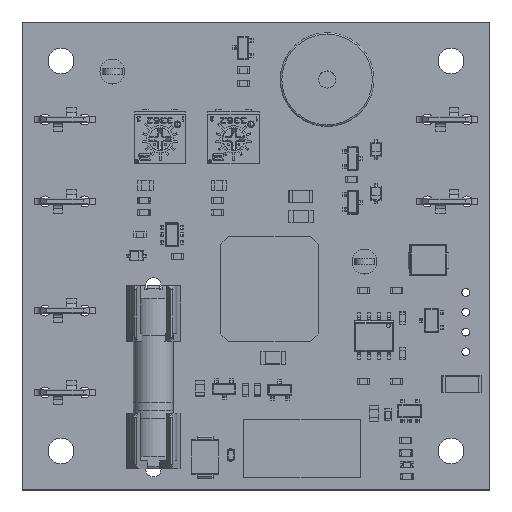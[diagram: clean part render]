
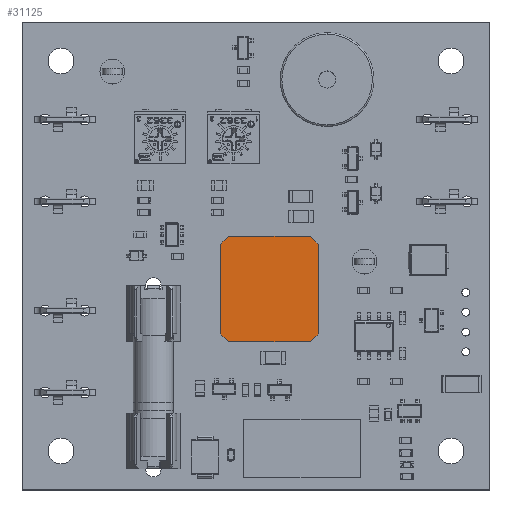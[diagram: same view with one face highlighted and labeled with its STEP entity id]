
A CAD part, top view. The second image highlights one B-rep face of the part: STEP entity #31125.
In plain terms, the highlighted planar face has unit normal (0, 0, 1).
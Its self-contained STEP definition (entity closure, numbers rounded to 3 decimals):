
#30868 = VERTEX_POINT('',#30869);
#30869 = CARTESIAN_POINT('',(6.25,-5.75,3.5));
#30875 = EDGE_CURVE('',#30868,#30876,#30878,.T.);
#30876 = VERTEX_POINT('',#30877);
#30877 = CARTESIAN_POINT('',(6.25,5.75,3.5));
#30878 = LINE('',#30879,#30880);
#30879 = CARTESIAN_POINT('',(6.25,-5.75,3.5));
#30880 = VECTOR('',#30881,1.);
#30881 = DIRECTION('',(0.,1.,0.));
#30906 = EDGE_CURVE('',#30876,#30907,#30909,.T.);
#30907 = VERTEX_POINT('',#30908);
#30908 = CARTESIAN_POINT('',(5.25,6.75,3.5));
#30909 = LINE('',#30910,#30911);
#30910 = CARTESIAN_POINT('',(6.25,5.75,3.5));
#30911 = VECTOR('',#30912,1.);
#30912 = DIRECTION('',(-0.707,0.707,0.));
#30937 = EDGE_CURVE('',#30907,#30938,#30940,.T.);
#30938 = VERTEX_POINT('',#30939);
#30939 = CARTESIAN_POINT('',(-5.25,6.75,3.5));
#30940 = LINE('',#30941,#30942);
#30941 = CARTESIAN_POINT('',(5.25,6.75,3.5));
#30942 = VECTOR('',#30943,1.);
#30943 = DIRECTION('',(-1.,0.,0.));
#30968 = EDGE_CURVE('',#30938,#30969,#30971,.T.);
#30969 = VERTEX_POINT('',#30970);
#30970 = CARTESIAN_POINT('',(-6.25,5.75,3.5));
#30971 = LINE('',#30972,#30973);
#30972 = CARTESIAN_POINT('',(-5.25,6.75,3.5));
#30973 = VECTOR('',#30974,1.);
#30974 = DIRECTION('',(-0.707,-0.707,0.));
#30999 = EDGE_CURVE('',#30969,#31000,#31002,.T.);
#31000 = VERTEX_POINT('',#31001);
#31001 = CARTESIAN_POINT('',(-6.25,-5.75,3.5));
#31002 = LINE('',#31003,#31004);
#31003 = CARTESIAN_POINT('',(-6.25,5.75,3.5));
#31004 = VECTOR('',#31005,1.);
#31005 = DIRECTION('',(0.,-1.,0.));
#31030 = EDGE_CURVE('',#31000,#31031,#31033,.T.);
#31031 = VERTEX_POINT('',#31032);
#31032 = CARTESIAN_POINT('',(-5.25,-6.75,3.5));
#31033 = LINE('',#31034,#31035);
#31034 = CARTESIAN_POINT('',(-6.25,-5.75,3.5));
#31035 = VECTOR('',#31036,1.);
#31036 = DIRECTION('',(0.707,-0.707,0.));
#31061 = EDGE_CURVE('',#31031,#31062,#31064,.T.);
#31062 = VERTEX_POINT('',#31063);
#31063 = CARTESIAN_POINT('',(5.25,-6.75,3.5));
#31064 = LINE('',#31065,#31066);
#31065 = CARTESIAN_POINT('',(-5.25,-6.75,3.5));
#31066 = VECTOR('',#31067,1.);
#31067 = DIRECTION('',(1.,0.,0.));
#31092 = EDGE_CURVE('',#31062,#30868,#31093,.T.);
#31093 = LINE('',#31094,#31095);
#31094 = CARTESIAN_POINT('',(5.25,-6.75,3.5));
#31095 = VECTOR('',#31096,1.);
#31096 = DIRECTION('',(0.707,0.707,0.));
#31125 = ADVANCED_FACE('',(#31126),#31136,.F.);
#31126 = FACE_BOUND('',#31127,.T.);
#31127 = EDGE_LOOP('',(#31128,#31129,#31130,#31131,#31132,#31133,#31134,
    #31135));
#31128 = ORIENTED_EDGE('',*,*,#30875,.T.);
#31129 = ORIENTED_EDGE('',*,*,#30906,.T.);
#31130 = ORIENTED_EDGE('',*,*,#30937,.T.);
#31131 = ORIENTED_EDGE('',*,*,#30968,.T.);
#31132 = ORIENTED_EDGE('',*,*,#30999,.T.);
#31133 = ORIENTED_EDGE('',*,*,#31030,.T.);
#31134 = ORIENTED_EDGE('',*,*,#31061,.T.);
#31135 = ORIENTED_EDGE('',*,*,#31092,.T.);
#31136 = PLANE('',#31137);
#31137 = AXIS2_PLACEMENT_3D('',#31138,#31139,#31140);
#31138 = CARTESIAN_POINT('',(6.25,-5.75,3.5));
#31139 = DIRECTION('',(0.,0.,-1.));
#31140 = DIRECTION('',(-1.,0.,0.));
